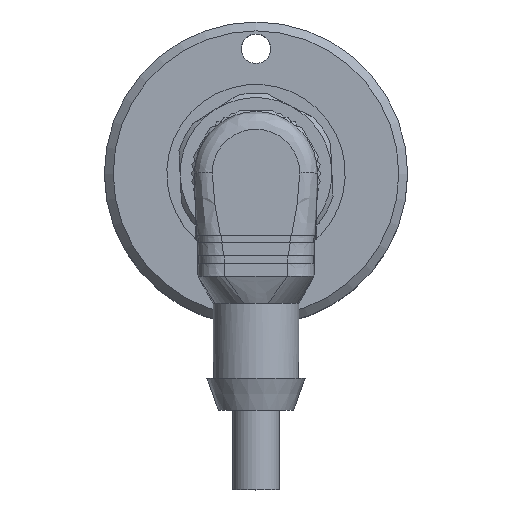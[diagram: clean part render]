
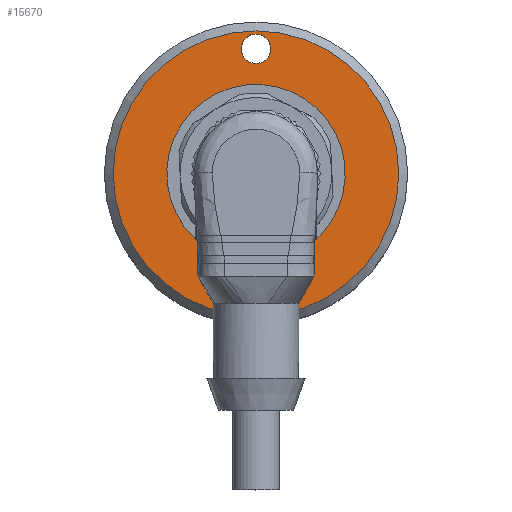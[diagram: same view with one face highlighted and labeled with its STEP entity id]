
A CAD part, top view. The second image highlights one B-rep face of the part: STEP entity #15670.
In plain terms, the highlighted planar face has unit normal (0, 0, 1).
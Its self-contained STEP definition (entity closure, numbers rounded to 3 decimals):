
#484 = AXIS2_PLACEMENT_3D ( 'NONE', #3452, #23956, #8919 ) ;
#1919 = ORIENTED_EDGE ( 'NONE', *, *, #18391, .T. ) ;
#3452 = CARTESIAN_POINT ( 'NONE',  ( 0., 0., 24. ) ) ;
#3565 = VERTEX_POINT ( 'NONE', #3688 ) ;
#3688 = CARTESIAN_POINT ( 'NONE',  ( 1.65, 14., 24. ) ) ;
#4450 = CIRCLE ( 'NONE', #484, 16. ) ;
#4535 = AXIS2_PLACEMENT_3D ( 'NONE', #16744, #24356, #7363 ) ;
#5318 = VERTEX_POINT ( 'NONE', #20089 ) ;
#5741 = EDGE_LOOP ( 'NONE', ( #1919 ) ) ;
#7363 = DIRECTION ( 'NONE',  ( 1., 0., 0. ) ) ;
#8718 = AXIS2_PLACEMENT_3D ( 'NONE', #22368, #24242, #11407 ) ;
#8919 = DIRECTION ( 'NONE',  ( 1., 0., 0. ) ) ;
#10449 = CIRCLE ( 'NONE', #4535, 1.65 ) ;
#11407 = DIRECTION ( 'NONE',  ( 1., 0., 0. ) ) ;
#13281 = PLANE ( 'NONE',  #8718 ) ;
#15670 = ADVANCED_FACE ( 'NONE', ( #16997, #22752 ), #13281, .T. ) ;
#16744 = CARTESIAN_POINT ( 'NONE',  ( 0., 14., 24. ) ) ;
#16997 = FACE_OUTER_BOUND ( 'NONE', #5741, .T. ) ;
#18391 = EDGE_CURVE ( 'NONE', #5318, #5318, #4450, .T. ) ;
#19351 = EDGE_LOOP ( 'NONE', ( #21335 ) ) ;
#20089 = CARTESIAN_POINT ( 'NONE',  ( 16., 0., 24. ) ) ;
#21335 = ORIENTED_EDGE ( 'NONE', *, *, #23049, .F. ) ;
#22368 = CARTESIAN_POINT ( 'NONE',  ( 0., -17., 24. ) ) ;
#22752 = FACE_BOUND ( 'NONE', #19351, .T. ) ;
#23049 = EDGE_CURVE ( 'NONE', #3565, #3565, #10449, .T. ) ;
#23956 = DIRECTION ( 'NONE',  ( 0., 0., 1. ) ) ;
#24242 = DIRECTION ( 'NONE',  ( 0., 0., 1. ) ) ;
#24356 = DIRECTION ( 'NONE',  ( 0., 0., 1. ) ) ;
